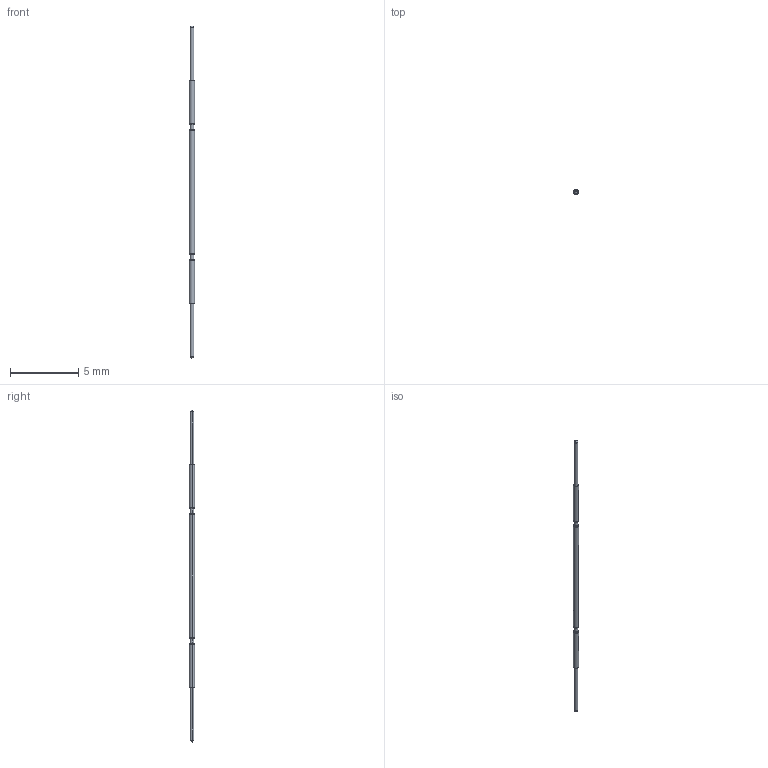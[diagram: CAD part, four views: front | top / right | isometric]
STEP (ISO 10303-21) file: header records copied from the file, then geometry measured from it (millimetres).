
FILE_DESCRIPTION (( 'STEP AP214' ), '1' );
FILE_NAME ('MOD-F23811B027Lxxx.step', '2017-01-09T10:53:37', ( 'run' ), ( 'Hewlett-Packard Company' ), 'SwSTEP 2.0', 'SolidWorks 2015', '' );
FILE_SCHEMA (( 'AUTOMOTIVE_DESIGN' ));
Length unit declared in the file: millimetre
Products named in the file (1): MOD-F23811B027Lxxx
Bounding box: 0.38 x 0.38 x 24.3 mm (x, y, z)
Volume: 2.3 mm3; surface area: 26.3 mm2
Topology: 1 solids, 1 shells, 177 faces, 468 edges, 295 vertices
Faces by surface type: plane 63, bspline 62, cylinder 32, torus 8, cone 8, sphere 4
Entity records: 6265 total; most frequent: CARTESIAN_POINT 2320, ORIENTED_EDGE 920, DIRECTION 598, EDGE_CURVE 460, VERTEX_POINT 291, AXIS2_PLACEMENT_3D 228, B_SPLINE_CURVE_WITH_KNOTS 206, EDGE_LOOP 183
